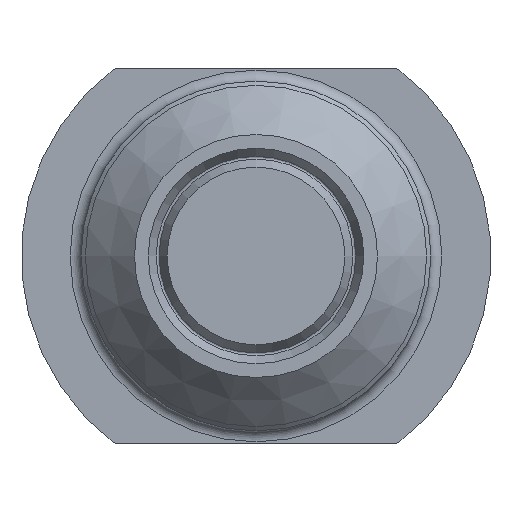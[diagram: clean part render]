
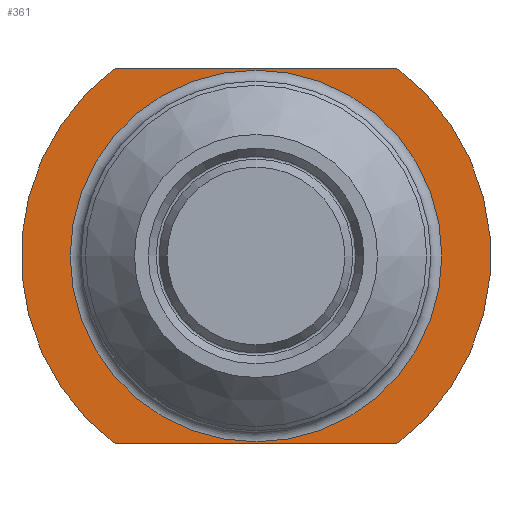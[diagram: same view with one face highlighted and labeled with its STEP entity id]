
A CAD part, left-side view. The second image highlights one B-rep face of the part: STEP entity #361.
In plain terms, the highlighted planar face has unit normal (-1, 0, 0).
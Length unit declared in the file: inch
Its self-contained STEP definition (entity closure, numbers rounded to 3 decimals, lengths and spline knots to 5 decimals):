
#16=LINE('',#609,#24);
#20=LINE('',#626,#28);
#24=VECTOR('',#491,0.3937);
#28=VECTOR('',#497,0.3937);
#39=PLANE('',#431);
#72=FACE_BOUND('',#143,.T.);
#99=FACE_OUTER_BOUND('',#142,.T.);
#142=EDGE_LOOP('',(#316,#317,#318,#319));
#143=EDGE_LOOP('',(#320));
#169=CIRCLE('',#413,0.43);
#172=CIRCLE('',#417,0.43);
#178=CIRCLE('',#430,0.34025);
#198=VERTEX_POINT('',#606);
#199=VERTEX_POINT('',#608);
#204=VERTEX_POINT('',#623);
#205=VERTEX_POINT('',#625);
#211=VERTEX_POINT('',#655);
#231=EDGE_CURVE('',#199,#198,#16,.T.);
#237=EDGE_CURVE('',#205,#204,#20,.T.);
#241=EDGE_CURVE('',#199,#204,#169,.T.);
#244=EDGE_CURVE('',#205,#198,#172,.T.);
#250=EDGE_CURVE('',#211,#211,#178,.T.);
#316=ORIENTED_EDGE('',*,*,#231,.T.);
#317=ORIENTED_EDGE('',*,*,#244,.F.);
#318=ORIENTED_EDGE('',*,*,#237,.T.);
#319=ORIENTED_EDGE('',*,*,#241,.F.);
#320=ORIENTED_EDGE('',*,*,#250,.F.);
#361=ADVANCED_FACE('',(#99,#72),#39,.T.);
#413=AXIS2_PLACEMENT_3D('',#635,#502,#503);
#417=AXIS2_PLACEMENT_3D('',#639,#510,#511);
#430=AXIS2_PLACEMENT_3D('',#656,#536,#537);
#431=AXIS2_PLACEMENT_3D('',#657,#538,#539);
#491=DIRECTION('',(0.,1.,0.));
#497=DIRECTION('',(0.,-1.,0.));
#502=DIRECTION('center_axis',(1.,0.,0.));
#503=DIRECTION('ref_axis',(0.,1.,0.));
#510=DIRECTION('center_axis',(1.,0.,0.));
#511=DIRECTION('ref_axis',(0.,1.,0.));
#536=DIRECTION('center_axis',(-1.,0.,0.));
#537=DIRECTION('ref_axis',(0.,-1.,0.));
#538=DIRECTION('center_axis',(-1.,0.,0.));
#539=DIRECTION('ref_axis',(0.,0.,1.));
#606=CARTESIAN_POINT('',(0.,0.258,0.344));
#608=CARTESIAN_POINT('',(0.,-0.258,0.344));
#609=CARTESIAN_POINT('',(0.,0.05856,0.344));
#623=CARTESIAN_POINT('',(0.,-0.258,-0.344));
#625=CARTESIAN_POINT('',(0.,0.258,-0.344));
#626=CARTESIAN_POINT('',(0.,0.31656,-0.344));
#635=CARTESIAN_POINT('Origin',(0.,0.,0.));
#639=CARTESIAN_POINT('Origin',(0.,0.,0.));
#655=CARTESIAN_POINT('',(0.,0.34025,0.));
#656=CARTESIAN_POINT('Origin',(0.,0.,
0.));
#657=CARTESIAN_POINT('Origin',(0.,0.37513,0.));
